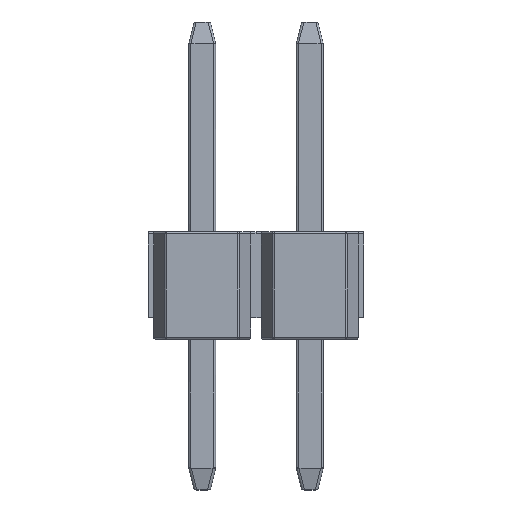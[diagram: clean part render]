
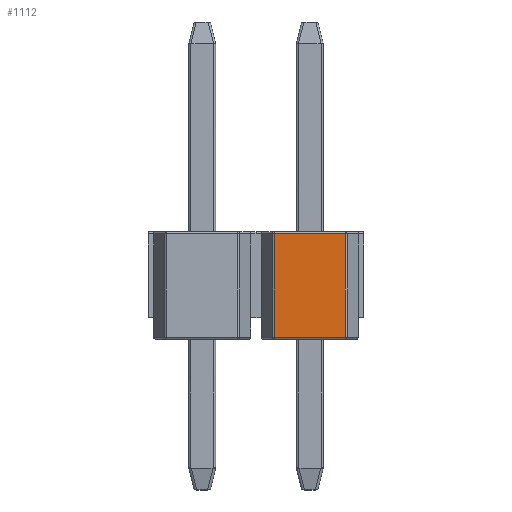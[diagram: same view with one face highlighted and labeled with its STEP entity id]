
A CAD part, top view. The second image highlights one B-rep face of the part: STEP entity #1112.
In plain terms, the highlighted planar face has unit normal (0, 0, 1).
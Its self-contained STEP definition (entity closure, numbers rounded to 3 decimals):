
#7 = CARTESIAN_POINT ( 'NONE',  ( -0.66, 0.96, 1. ) ) ;
#175 = PLANE ( 'NONE',  #1224 ) ;
#274 = VECTOR ( 'NONE', #4847, 1000. ) ;
#287 = VECTOR ( 'NONE', #3411, 1000. ) ;
#416 = CARTESIAN_POINT ( 'NONE',  ( 0.66, 0.96, 1. ) ) ;
#589 = DIRECTION ( 'NONE',  ( -1., 0., 0. ) ) ;
#947 = ORIENTED_EDGE ( 'NONE', *, *, #5398, .T. ) ;
#1112 = ADVANCED_FACE ( 'NONE', ( #5924 ), #175, .F. ) ;
#1224 = AXIS2_PLACEMENT_3D ( 'NONE', #3377, #2457, #589 ) ;
#1440 = CARTESIAN_POINT ( 'NONE',  ( -0.66, -0.96, 1. ) ) ;
#1444 = VECTOR ( 'NONE', #5089, 1000. ) ;
#1911 = VERTEX_POINT ( 'NONE', #3777 ) ;
#2271 = CARTESIAN_POINT ( 'NONE',  ( -0.66, 1., 1. ) ) ;
#2359 = EDGE_CURVE ( 'NONE', #5862, #1911, #2804, .T. ) ;
#2368 = LINE ( 'NONE', #5578, #6113 ) ;
#2441 = EDGE_CURVE ( 'NONE', #4318, #3602, #2368, .T. ) ;
#2457 = DIRECTION ( 'NONE',  ( 0., 0., -1. ) ) ;
#2804 = LINE ( 'NONE', #1440, #287 ) ;
#2856 = CARTESIAN_POINT ( 'NONE',  ( -0.66, -0.96, 1. ) ) ;
#2941 = LINE ( 'NONE', #4346, #274 ) ;
#3268 = EDGE_CURVE ( 'NONE', #4318, #1911, #2941, .T. ) ;
#3377 = CARTESIAN_POINT ( 'NONE',  ( -0.66, 1., 1. ) ) ;
#3411 = DIRECTION ( 'NONE',  ( 1., 0., 0. ) ) ;
#3602 = VERTEX_POINT ( 'NONE', #7 ) ;
#3777 = CARTESIAN_POINT ( 'NONE',  ( 0.66, -0.96, 1. ) ) ;
#3844 = ORIENTED_EDGE ( 'NONE', *, *, #2359, .T. ) ;
#4153 = DIRECTION ( 'NONE',  ( -1., 0., 0. ) ) ;
#4318 = VERTEX_POINT ( 'NONE', #416 ) ;
#4346 = CARTESIAN_POINT ( 'NONE',  ( 0.66, 1., 1. ) ) ;
#4526 = EDGE_LOOP ( 'NONE', ( #947, #3844, #5125, #5088 ) ) ;
#4847 = DIRECTION ( 'NONE',  ( 0., -1., 0. ) ) ;
#5088 = ORIENTED_EDGE ( 'NONE', *, *, #2441, .T. ) ;
#5089 = DIRECTION ( 'NONE',  ( 0., -1., 0. ) ) ;
#5125 = ORIENTED_EDGE ( 'NONE', *, *, #3268, .F. ) ;
#5203 = LINE ( 'NONE', #2271, #1444 ) ;
#5398 = EDGE_CURVE ( 'NONE', #3602, #5862, #5203, .T. ) ;
#5578 = CARTESIAN_POINT ( 'NONE',  ( -0.66, 0.96, 1. ) ) ;
#5862 = VERTEX_POINT ( 'NONE', #2856 ) ;
#5924 = FACE_OUTER_BOUND ( 'NONE', #4526, .T. ) ;
#6113 = VECTOR ( 'NONE', #4153, 1000. ) ;
